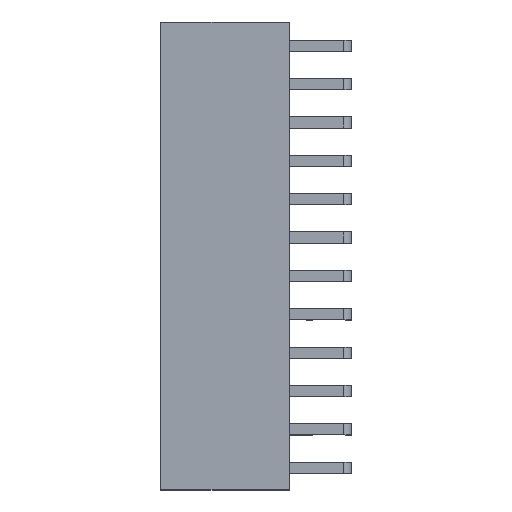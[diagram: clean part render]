
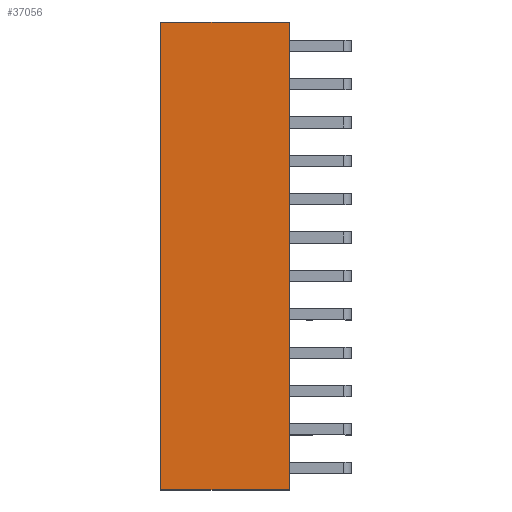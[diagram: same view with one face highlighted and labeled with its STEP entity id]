
A CAD part, top view. The second image highlights one B-rep face of the part: STEP entity #37056.
In plain terms, the highlighted face is planar.
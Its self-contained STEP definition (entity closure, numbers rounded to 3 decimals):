
#3920=ORIENTED_EDGE('',*,*,#10784,.T.);
#3921=ORIENTED_EDGE('',*,*,#10785,.T.);
#3922=ORIENTED_EDGE('',*,*,#10786,.T.);
#3923=ORIENTED_EDGE('',*,*,#10787,.T.);
#10784=EDGE_CURVE('',#14000,#14001,#16800,.T.);
#10785=EDGE_CURVE('',#14001,#14002,#16801,.T.);
#10786=EDGE_CURVE('',#14002,#14003,#16802,.T.);
#10787=EDGE_CURVE('',#14003,#14000,#16803,.T.);
#14000=VERTEX_POINT('',#52007);
#14001=VERTEX_POINT('',#52008);
#14002=VERTEX_POINT('',#52010);
#14003=VERTEX_POINT('',#52012);
#16800=LINE('',#52006,#20160);
#16801=LINE('',#52009,#20161);
#16802=LINE('',#52011,#20162);
#16803=LINE('',#52013,#20163);
#20160=VECTOR('',#43434,1000.);
#20161=VECTOR('',#43435,1000.);
#20162=VECTOR('',#43436,1000.);
#20163=VECTOR('',#43437,1000.);
#21882=EDGE_LOOP('',(#3920,#3921,#3922,#3923));
#23452=FACE_BOUND('',#21882,.T.);
#25022=PLANE('',#38681);
#37056=ADVANCED_FACE('',(#23452),#25022,.T.);
#38681=AXIS2_PLACEMENT_3D('',#52005,#43432,#43433);
#43432=DIRECTION('',(0.,1.,0.));
#43433=DIRECTION('',(0.,0.,1.));
#43434=DIRECTION('',(0.,0.,1.));
#43435=DIRECTION('',(1.,0.,0.));
#43436=DIRECTION('',(0.,0.,-1.));
#43437=DIRECTION('',(-1.,0.,0.));
#52005=CARTESIAN_POINT('',(0.,2.5,0.));
#52006=CARTESIAN_POINT('',(-15.49,2.5,-4.25));
#52007=CARTESIAN_POINT('',(-15.49,2.5,-4.25));
#52008=CARTESIAN_POINT('',(-15.49,2.5,4.25));
#52009=CARTESIAN_POINT('',(-15.49,2.5,4.25));
#52010=CARTESIAN_POINT('',(15.49,2.5,4.25));
#52011=CARTESIAN_POINT('',(15.49,2.5,4.25));
#52012=CARTESIAN_POINT('',(15.49,2.5,-4.25));
#52013=CARTESIAN_POINT('',(15.49,2.5,-4.25));
